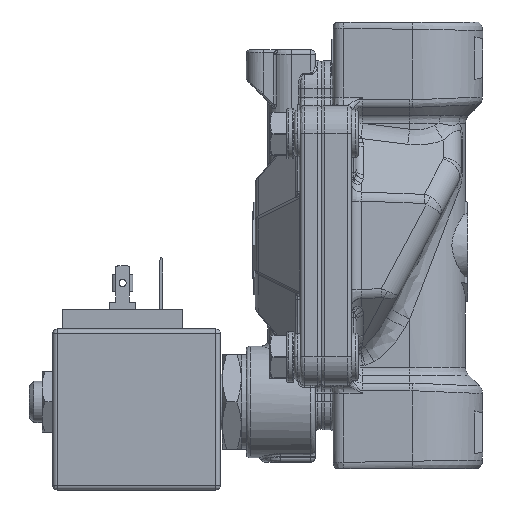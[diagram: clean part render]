
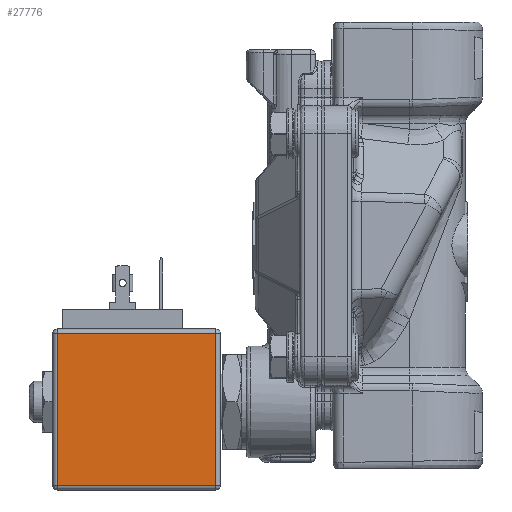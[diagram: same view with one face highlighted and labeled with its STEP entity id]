
A CAD part, left-side view. The second image highlights one B-rep face of the part: STEP entity #27776.
In plain terms, the highlighted planar face has unit normal (-1, 0, 0).
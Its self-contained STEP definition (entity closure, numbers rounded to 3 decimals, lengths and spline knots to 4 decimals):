
#846 = LINE ( 'NONE', #23670, #3485 ) ;
#910 = EDGE_CURVE ( 'NONE', #12550, #51698, #25442, .T. ) ;
#1691 = DIRECTION ( 'NONE',  ( 0., 0., -1. ) ) ;
#2588 = ORIENTED_EDGE ( 'NONE', *, *, #910, .F. ) ;
#2900 = EDGE_CURVE ( 'NONE', #72759, #12550, #846, .T. ) ;
#3485 = VECTOR ( 'NONE', #12441, 39.3701 ) ;
#5265 = CARTESIAN_POINT ( 'NONE',  ( -0.5906, 3.2323, -2.2047 ) ) ;
#12441 = DIRECTION ( 'NONE',  ( 0., 1., 0. ) ) ;
#12550 = VERTEX_POINT ( 'NONE', #5265 ) ;
#13461 = CARTESIAN_POINT ( 'NONE',  ( -0.5906, 3.2323, -0.7791 ) ) ;
#13899 = LINE ( 'NONE', #59474, #58200 ) ;
#15839 = ORIENTED_EDGE ( 'NONE', *, *, #18282, .F. ) ;
#16713 = EDGE_LOOP ( 'NONE', ( #18689, #15839, #46154, #2588 ) ) ;
#18282 = EDGE_CURVE ( 'NONE', #32453, #72759, #13899, .T. ) ;
#18689 = ORIENTED_EDGE ( 'NONE', *, *, #2900, .F. ) ;
#19709 = DIRECTION ( 'NONE',  ( 0., 0., -1. ) ) ;
#22461 = CARTESIAN_POINT ( 'NONE',  ( -0.5906, 1.7465, -0.8071 ) ) ;
#23670 = CARTESIAN_POINT ( 'NONE',  ( -0.5906, 3.2614, -2.2047 ) ) ;
#25442 = LINE ( 'NONE', #13461, #52326 ) ;
#27776 = ADVANCED_FACE ( 'NONE', ( #36063 ), #34935, .F. ) ;
#32453 = VERTEX_POINT ( 'NONE', #51082 ) ;
#34935 = PLANE ( 'NONE',  #51602 ) ;
#35563 = VECTOR ( 'NONE', #45974, 39.3701 ) ;
#36063 = FACE_OUTER_BOUND ( 'NONE', #16713, .T. ) ;
#36995 = DIRECTION ( 'NONE',  ( 0., 0., 1. ) ) ;
#40990 = EDGE_CURVE ( 'NONE', #51698, #32453, #75300, .T. ) ;
#45974 = DIRECTION ( 'NONE',  ( 0., -1., 0. ) ) ;
#46154 = ORIENTED_EDGE ( 'NONE', *, *, #40990, .F. ) ;
#49565 = DIRECTION ( 'NONE',  ( 1., 0., 0. ) ) ;
#51082 = CARTESIAN_POINT ( 'NONE',  ( -0.5906, 1.7756, -0.8071 ) ) ;
#51602 = AXIS2_PLACEMENT_3D ( 'NONE', #54228, #49565, #1691 ) ;
#51698 = VERTEX_POINT ( 'NONE', #57133 ) ;
#52326 = VECTOR ( 'NONE', #36995, 39.3701 ) ;
#54228 = CARTESIAN_POINT ( 'NONE',  ( -0.5906, 2.5039, -1.5059 ) ) ;
#57133 = CARTESIAN_POINT ( 'NONE',  ( -0.5906, 3.2323, -0.8071 ) ) ;
#58200 = VECTOR ( 'NONE', #19709, 39.3701 ) ;
#59474 = CARTESIAN_POINT ( 'NONE',  ( -0.5906, 1.7756, -2.2327 ) ) ;
#72759 = VERTEX_POINT ( 'NONE', #75111 ) ;
#75111 = CARTESIAN_POINT ( 'NONE',  ( -0.5906, 1.7756, -2.2047 ) ) ;
#75300 = LINE ( 'NONE', #22461, #35563 ) ;
